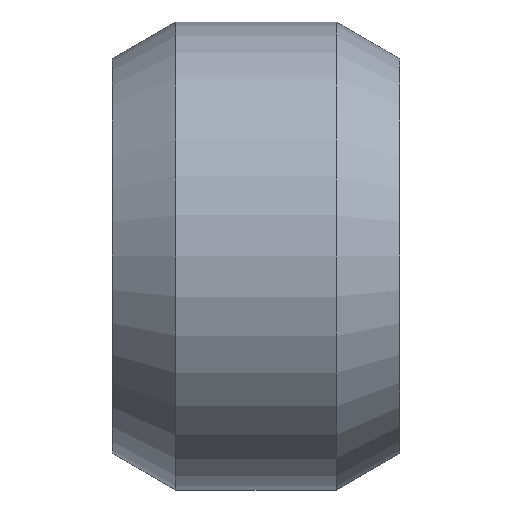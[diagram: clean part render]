
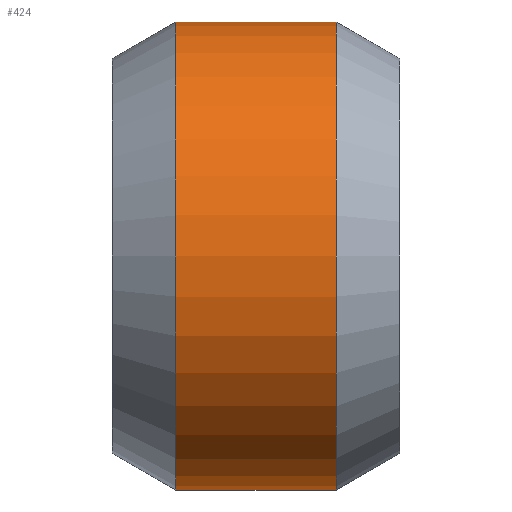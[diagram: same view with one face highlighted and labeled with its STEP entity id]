
A CAD part, left-side view. The second image highlights one B-rep face of the part: STEP entity #424.
In plain terms, the highlighted cylindrical face has radius 6.52 mm (diameter 13.04 mm), a partial arc.
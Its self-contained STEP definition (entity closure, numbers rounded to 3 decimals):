
#5 = CIRCLE ( 'NONE', #173, 6.52 ) ;
#12 = CIRCLE ( 'NONE', #174, 6.52 ) ;
#20 = VECTOR ( 'NONE', #305, 1000. ) ;
#25 = LINE ( 'NONE', #299, #20 ) ;
#32 = VERTEX_POINT ( 'NONE', #219 ) ;
#35 = VERTEX_POINT ( 'NONE', #223 ) ;
#37 = VERTEX_POINT ( 'NONE', #226 ) ;
#40 = VERTEX_POINT ( 'NONE', #213 ) ;
#47 = ORIENTED_EDGE ( 'NONE', *, *, #197, .T. ) ;
#48 = ORIENTED_EDGE ( 'NONE', *, *, #211, .T. ) ;
#50 = ORIENTED_EDGE ( 'NONE', *, *, #196, .F. ) ;
#75 = LINE ( 'NONE', #360, #81 ) ;
#79 = FACE_OUTER_BOUND ( 'NONE', #385, .T. ) ;
#81 = VECTOR ( 'NONE', #239, 1000. ) ;
#103 = CYLINDRICAL_SURFACE ( 'NONE', #155, 6.52 ) ;
#155 = AXIS2_PLACEMENT_3D ( 'NONE', #256, #250, #253 ) ;
#173 = AXIS2_PLACEMENT_3D ( 'NONE', #332, #333, #334 ) ;
#174 = AXIS2_PLACEMENT_3D ( 'NONE', #329, #330, #331 ) ;
#187 = EDGE_CURVE ( 'NONE', #35, #40, #25, .T. ) ;
#196 = EDGE_CURVE ( 'NONE', #40, #32, #12, .T. ) ;
#197 = EDGE_CURVE ( 'NONE', #35, #37, #5, .T. ) ;
#211 = EDGE_CURVE ( 'NONE', #37, #32, #75, .T. ) ;
#213 = CARTESIAN_POINT ( 'NONE',  ( 0., 1.767, 6.52 ) ) ;
#219 = CARTESIAN_POINT ( 'NONE',  ( 0., 1.767, -6.52 ) ) ;
#223 = CARTESIAN_POINT ( 'NONE',  ( 0., 6.233, 6.52 ) ) ;
#226 = CARTESIAN_POINT ( 'NONE',  ( 0., 6.233, -6.52 ) ) ;
#239 = DIRECTION ( 'NONE',  ( 0., -1., 0. ) ) ;
#250 = DIRECTION ( 'NONE',  ( 0., -1., 0. ) ) ;
#253 = DIRECTION ( 'NONE',  ( 0., 0., -1. ) ) ;
#256 = CARTESIAN_POINT ( 'NONE',  ( 0., 6.233, 0. ) ) ;
#299 = CARTESIAN_POINT ( 'NONE',  ( 0., 6.233, 6.52 ) ) ;
#305 = DIRECTION ( 'NONE',  ( 0., -1., 0. ) ) ;
#329 = CARTESIAN_POINT ( 'NONE',  ( 0., 1.767, 0. ) ) ;
#330 = DIRECTION ( 'NONE',  ( 0., -1., 0. ) ) ;
#331 = DIRECTION ( 'NONE',  ( 0., 0., -1. ) ) ;
#332 = CARTESIAN_POINT ( 'NONE',  ( 0., 6.233, 0. ) ) ;
#333 = DIRECTION ( 'NONE',  ( 0., -1., 0. ) ) ;
#334 = DIRECTION ( 'NONE',  ( 0., 0., -1. ) ) ;
#360 = CARTESIAN_POINT ( 'NONE',  ( 0., 6.233, -6.52 ) ) ;
#385 = EDGE_LOOP ( 'NONE', ( #418, #47, #48, #50 ) ) ;
#418 = ORIENTED_EDGE ( 'NONE', *, *, #187, .F. ) ;
#424 = ADVANCED_FACE ( 'NONE', ( #79 ), #103, .T. ) ;
